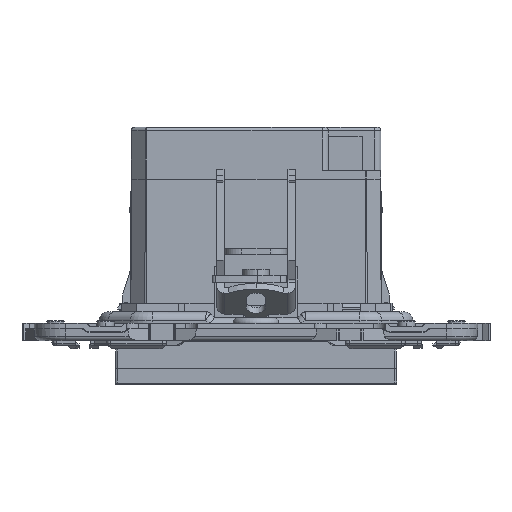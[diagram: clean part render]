
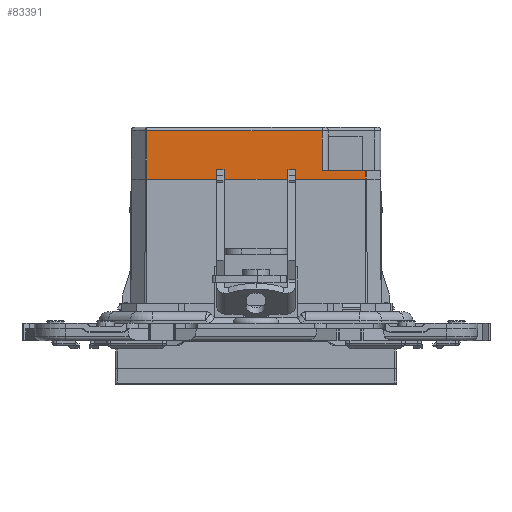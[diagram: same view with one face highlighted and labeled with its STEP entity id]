
A CAD part, front view. The second image highlights one B-rep face of the part: STEP entity #83391.
In plain terms, the highlighted planar face has unit normal (0, -1, 0).
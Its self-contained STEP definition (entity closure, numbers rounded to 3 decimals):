
#4164 = EDGE_CURVE ( 'NONE', #87845, #32115, #12093, .T. ) ;
#7310 = EDGE_CURVE ( 'NONE', #79396, #71265, #43373, .T. ) ;
#7471 = DIRECTION ( 'NONE',  ( 0., 0., -1. ) ) ;
#8859 = LINE ( 'NONE', #64351, #36018 ) ;
#8908 = EDGE_CURVE ( 'NONE', #71265, #78536, #61334, .T. ) ;
#12093 = LINE ( 'NONE', #46391, #15497 ) ;
#15497 = VECTOR ( 'NONE', #68053, 1000. ) ;
#15948 = CARTESIAN_POINT ( 'NONE',  ( 10.065, -609.17, 29.537 ) ) ;
#17315 = CARTESIAN_POINT ( 'NONE',  ( 16.943, -609.17, 28.187 ) ) ;
#17701 = AXIS2_PLACEMENT_3D ( 'NONE', #21448, #62096, #7471 ) ;
#21448 = CARTESIAN_POINT ( 'NONE',  ( -0.5, -609.17, 36.487 ) ) ;
#21713 = CARTESIAN_POINT ( 'NONE',  ( 10.065, -609.17, 35.887 ) ) ;
#22042 = DIRECTION ( 'NONE',  ( -1., 0., 0. ) ) ;
#22126 = EDGE_CURVE ( 'NONE', #32115, #78536, #8859, .T. ) ;
#22873 = CARTESIAN_POINT ( 'NONE',  ( -17.943, -609.17, 29.537 ) ) ;
#24753 = VECTOR ( 'NONE', #85021, 1000. ) ;
#25034 = EDGE_CURVE ( 'NONE', #61493, #87845, #64673, .T. ) ;
#27178 = ORIENTED_EDGE ( 'NONE', *, *, #7310, .F. ) ;
#30968 = DIRECTION ( 'NONE',  ( -1., 0., 0. ) ) ;
#32115 = VERTEX_POINT ( 'NONE', #71369 ) ;
#34555 = FACE_OUTER_BOUND ( 'NONE', #59703, .T. ) ;
#34879 = ORIENTED_EDGE ( 'NONE', *, *, #25034, .T. ) ;
#36018 = VECTOR ( 'NONE', #36384, 1000. ) ;
#36384 = DIRECTION ( 'NONE',  ( 0., 0., -1. ) ) ;
#38911 = VECTOR ( 'NONE', #30968, 1000. ) ;
#43373 = LINE ( 'NONE', #70905, #88422 ) ;
#46391 = CARTESIAN_POINT ( 'NONE',  ( -17.943, -609.17, 35.887 ) ) ;
#46535 = ORIENTED_EDGE ( 'NONE', *, *, #58183, .T. ) ;
#49402 = ORIENTED_EDGE ( 'NONE', *, *, #22126, .T. ) ;
#49951 = VECTOR ( 'NONE', #22042, 1000. ) ;
#53006 = CARTESIAN_POINT ( 'NONE',  ( 16.943, -609.17, 29.537 ) ) ;
#54409 = PLANE ( 'NONE',  #17701 ) ;
#58183 = EDGE_CURVE ( 'NONE', #79396, #61493, #72933, .T. ) ;
#58743 = CARTESIAN_POINT ( 'NONE',  ( -17.943, -609.17, 28.187 ) ) ;
#59703 = EDGE_LOOP ( 'NONE', ( #86586, #49402, #67383, #27178, #46535, #34879 ) ) ;
#61334 = LINE ( 'NONE', #83912, #49951 ) ;
#61493 = VERTEX_POINT ( 'NONE', #15948 ) ;
#62096 = DIRECTION ( 'NONE',  ( 0., -1., 0. ) ) ;
#64131 = DIRECTION ( 'NONE',  ( 0., 0., -1. ) ) ;
#64351 = CARTESIAN_POINT ( 'NONE',  ( -17.943, -609.17, 36.487 ) ) ;
#64673 = LINE ( 'NONE', #65554, #24753 ) ;
#65554 = CARTESIAN_POINT ( 'NONE',  ( 10.065, -609.17, 36.487 ) ) ;
#67383 = ORIENTED_EDGE ( 'NONE', *, *, #8908, .F. ) ;
#68053 = DIRECTION ( 'NONE',  ( -1., 0., 0. ) ) ;
#70905 = CARTESIAN_POINT ( 'NONE',  ( 16.943, -609.17, 36.487 ) ) ;
#71265 = VERTEX_POINT ( 'NONE', #17315 ) ;
#71369 = CARTESIAN_POINT ( 'NONE',  ( -17.943, -609.17, 35.887 ) ) ;
#72933 = LINE ( 'NONE', #22873, #38911 ) ;
#78536 = VERTEX_POINT ( 'NONE', #58743 ) ;
#79396 = VERTEX_POINT ( 'NONE', #53006 ) ;
#83391 = ADVANCED_FACE ( 'NONE', ( #34555 ), #54409, .T. ) ;
#83912 = CARTESIAN_POINT ( 'NONE',  ( -17.943, -609.17, 28.187 ) ) ;
#85021 = DIRECTION ( 'NONE',  ( 0., 0., 1. ) ) ;
#86586 = ORIENTED_EDGE ( 'NONE', *, *, #4164, .T. ) ;
#87845 = VERTEX_POINT ( 'NONE', #21713 ) ;
#88422 = VECTOR ( 'NONE', #64131, 1000. ) ;
